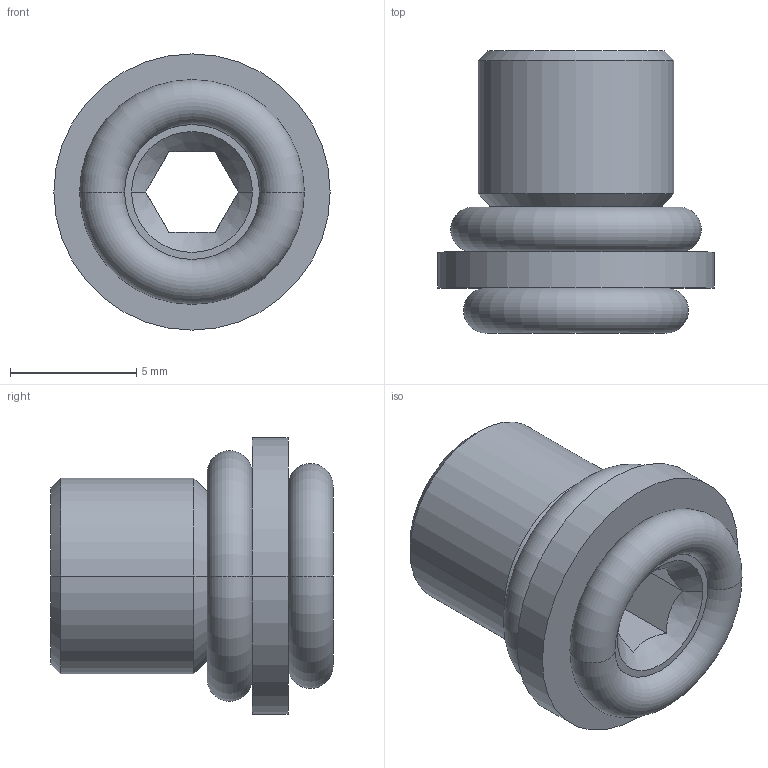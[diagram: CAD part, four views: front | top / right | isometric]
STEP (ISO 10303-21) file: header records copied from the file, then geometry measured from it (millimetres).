
FILE_DESCRIPTION((''),'2;1');
FILE_NAME('ILC30871120','2005-07-25T',('KR'),(''),'PRO/ENGINEER BY PARAMETRIC TECHNOLOGY CORPORATION, 2004290','PRO/ENGINEER BY PARAMETRIC TECHNOLOGY CORPORATION, 2004290','');
FILE_SCHEMA(('AUTOMOTIVE_DESIGN_CC2 { 1 2 10303 214 -1 1 5 2 }'));
Length unit declared in the file: inch
Products named in the file (1): ILC30871120
Bounding box: 10.92 x 11.15 x 10.92 mm (x, y, z)
Volume: 528.6 mm3; surface area: 684 mm2
Topology: 1 solids, 1 shells, 38 faces, 80 edges, 46 vertices
Faces by surface type: torus 12, plane 10, cylinder 8, cone 8
Entity records: 1264 total; most frequent: CARTESIAN_POINT 284, DIRECTION 190, ORIENTED_EDGE 160, COLOUR_RGB 105, AXIS2_PLACEMENT_3D 84, EDGE_CURVE 80, VERTEX_POINT 46, CIRCLE 46
